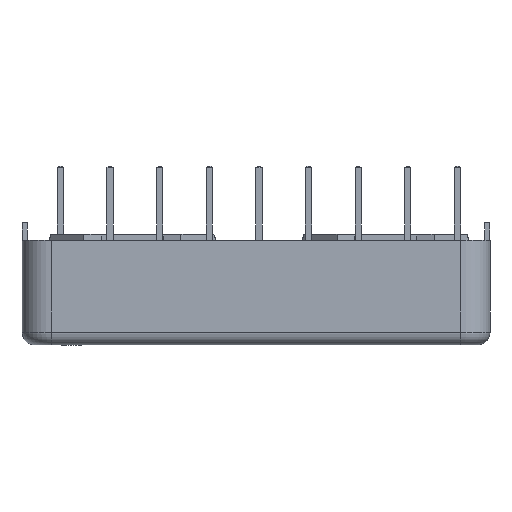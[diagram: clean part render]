
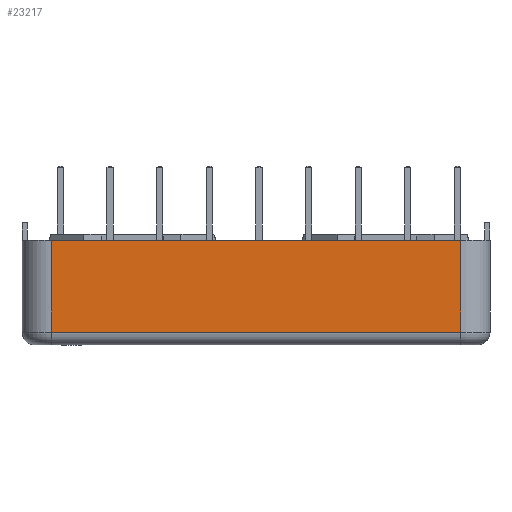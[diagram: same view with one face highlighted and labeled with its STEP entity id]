
A CAD part, left-side view. The second image highlights one B-rep face of the part: STEP entity #23217.
In plain terms, the highlighted planar face has unit normal (-1, 0, 0).
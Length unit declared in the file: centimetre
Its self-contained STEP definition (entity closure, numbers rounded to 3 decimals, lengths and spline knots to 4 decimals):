
#1081=VERTEX_POINT('',#31515);
#1082=VERTEX_POINT('',#31521);
#1089=VERTEX_POINT('',#31551);
#1120=VERTEX_POINT('',#31673);
#3380=VECTOR('',#26084,1.);
#3386=VECTOR('',#26118,1.);
#3430=VECTOR('',#26239,1.);
#3431=VECTOR('',#26241,1.);
#6491=LINE('',#31522,#3380);
#6497=LINE('',#31550,#3386);
#6541=LINE('',#31674,#3430);
#6542=LINE('',#31676,#3431);
#9696=EDGE_CURVE('',#1082,#1081,#6491,.T.);
#9710=EDGE_CURVE('',#1081,#1089,#6497,.T.);
#9779=EDGE_CURVE('',#1082,#1120,#6541,.T.);
#9780=EDGE_CURVE('',#1120,#1089,#6542,.T.);
#13552=ORIENTED_EDGE('',*,*,#9696,.F.);
#13553=ORIENTED_EDGE('',*,*,#9779,.T.);
#13554=ORIENTED_EDGE('',*,*,#9780,.T.);
#13555=ORIENTED_EDGE('',*,*,#9710,.F.);
#20261=EDGE_LOOP('',(#13552,#13553,#13554,#13555));
#21766=FACE_BOUND('',#20261,.T.);
#23217=ADVANCED_FACE('',(#21766),#24540,.T.);
#24540=PLANE('',#37872);
#26084=DIRECTION('',(0.,1.,0.));
#26118=DIRECTION('',(0.,0.,1.));
#26239=DIRECTION('',(0.,0.,1.));
#26240=DIRECTION('',(-1.,0.,0.));
#26241=DIRECTION('',(0.,1.,0.));
#31515=CARTESIAN_POINT('',(-0.4756,0.2084,0.1401));
#31521=CARTESIAN_POINT('',(-0.4756,-3.9816,0.1401));
#31522=CARTESIAN_POINT('',(-0.4756,-1.8866,0.1401));
#31550=CARTESIAN_POINT('',(-0.4756,0.2084,0.0101));
#31551=CARTESIAN_POINT('',(-0.4756,0.2084,1.0801));
#31673=CARTESIAN_POINT('',(-0.4756,-3.9816,1.0801));
#31674=CARTESIAN_POINT('',(-0.4756,-3.9816,0.0101));
#31675=CARTESIAN_POINT('',(-0.4756,-1.8866,0.0101));
#31676=CARTESIAN_POINT('',(-0.4756,0.2084,1.0801));
#37872=AXIS2_PLACEMENT_3D('',#31675,#26240,$);
